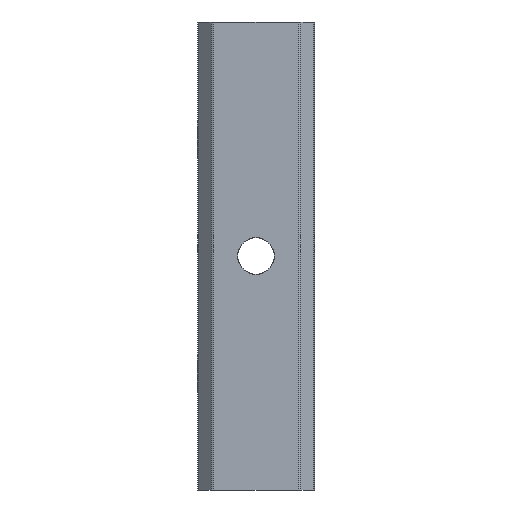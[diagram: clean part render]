
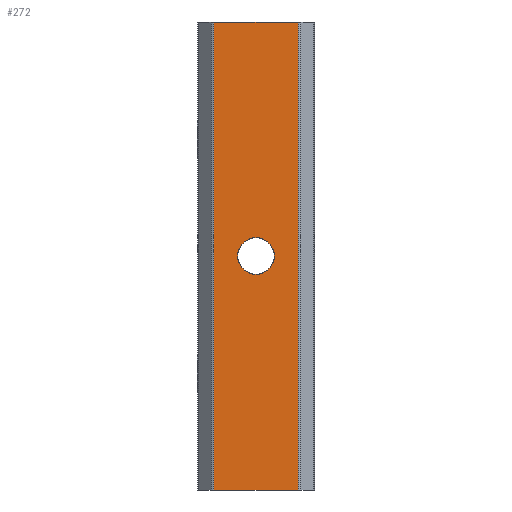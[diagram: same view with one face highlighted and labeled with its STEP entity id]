
A CAD part, front view. The second image highlights one B-rep face of the part: STEP entity #272.
In plain terms, the highlighted planar face has unit normal (0, -1, 0).
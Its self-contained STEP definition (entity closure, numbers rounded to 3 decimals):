
#27 = VERTEX_POINT ( 'NONE', #1056 ) ;
#41 = CARTESIAN_POINT ( 'NONE',  ( -2.896, -4., -28. ) ) ;
#68 = LINE ( 'NONE', #1208, #1009 ) ;
#72 = CARTESIAN_POINT ( 'NONE',  ( -2.896, -4., 0. ) ) ;
#85 = DIRECTION ( 'NONE',  ( 0., 1., 0. ) ) ;
#110 = EDGE_CURVE ( 'NONE', #429, #225, #111, .T. ) ;
#111 = CIRCLE ( 'NONE', #867, 1.25 ) ;
#158 = DIRECTION ( 'NONE',  ( 1., 0., 0. ) ) ;
#171 = EDGE_CURVE ( 'NONE', #1174, #1150, #1008, .T. ) ;
#184 = DIRECTION ( 'NONE',  ( 0., 0., 1. ) ) ;
#199 = CARTESIAN_POINT ( 'NONE',  ( 0., -4., -16. ) ) ;
#203 = AXIS2_PLACEMENT_3D ( 'NONE', #1196, #85, #710 ) ;
#225 = VERTEX_POINT ( 'NONE', #999 ) ;
#237 = DIRECTION ( 'NONE',  ( 0., 1., 0. ) ) ;
#254 = LINE ( 'NONE', #1074, #308 ) ;
#257 = ORIENTED_EDGE ( 'NONE', *, *, #475, .T. ) ;
#272 = ADVANCED_FACE ( 'NONE', ( #301, #894 ), #802, .F. ) ;
#286 = DIRECTION ( 'NONE',  ( 1., 0., 0. ) ) ;
#301 = FACE_BOUND ( 'NONE', #953, .T. ) ;
#308 = VECTOR ( 'NONE', #158, 1000. ) ;
#400 = EDGE_CURVE ( 'NONE', #517, #1150, #254, .T. ) ;
#406 = ORIENTED_EDGE ( 'NONE', *, *, #171, .T. ) ;
#424 = EDGE_LOOP ( 'NONE', ( #406, #720, #257, #1071 ) ) ;
#429 = VERTEX_POINT ( 'NONE', #477 ) ;
#475 = EDGE_CURVE ( 'NONE', #517, #27, #973, .T. ) ;
#477 = CARTESIAN_POINT ( 'NONE',  ( 0., -4., -14.75 ) ) ;
#484 = DIRECTION ( 'NONE',  ( 0., 1., 0. ) ) ;
#517 = VERTEX_POINT ( 'NONE', #72 ) ;
#529 = VECTOR ( 'NONE', #870, 1000. ) ;
#643 = DIRECTION ( 'NONE',  ( 0., 0., 1. ) ) ;
#651 = EDGE_CURVE ( 'NONE', #225, #429, #948, .T. ) ;
#661 = CARTESIAN_POINT ( 'NONE',  ( 2.896, -4., -32. ) ) ;
#688 = EDGE_CURVE ( 'NONE', #27, #1174, #68, .T. ) ;
#706 = DIRECTION ( 'NONE',  ( 0., 0., 1. ) ) ;
#710 = DIRECTION ( 'NONE',  ( 0., 0., 1. ) ) ;
#720 = ORIENTED_EDGE ( 'NONE', *, *, #400, .F. ) ;
#757 = ORIENTED_EDGE ( 'NONE', *, *, #110, .T. ) ;
#771 = CARTESIAN_POINT ( 'NONE',  ( 0., -4., -16. ) ) ;
#802 = PLANE ( 'NONE',  #203 ) ;
#867 = AXIS2_PLACEMENT_3D ( 'NONE', #771, #237, #643 ) ;
#870 = DIRECTION ( 'NONE',  ( 0., 0., -1. ) ) ;
#894 = FACE_OUTER_BOUND ( 'NONE', #424, .T. ) ;
#897 = CARTESIAN_POINT ( 'NONE',  ( 2.896, -4., 28. ) ) ;
#948 = CIRCLE ( 'NONE', #1341, 1.25 ) ;
#953 = EDGE_LOOP ( 'NONE', ( #757, #1156 ) ) ;
#973 = LINE ( 'NONE', #41, #529 ) ;
#999 = CARTESIAN_POINT ( 'NONE',  ( 0., -4., -17.25 ) ) ;
#1008 = LINE ( 'NONE', #897, #1147 ) ;
#1009 = VECTOR ( 'NONE', #286, 1000. ) ;
#1056 = CARTESIAN_POINT ( 'NONE',  ( -2.896, -4., -32. ) ) ;
#1067 = CARTESIAN_POINT ( 'NONE',  ( 2.896, -4., 0. ) ) ;
#1071 = ORIENTED_EDGE ( 'NONE', *, *, #688, .T. ) ;
#1074 = CARTESIAN_POINT ( 'NONE',  ( -2.896, -4., 0. ) ) ;
#1147 = VECTOR ( 'NONE', #184, 1000. ) ;
#1150 = VERTEX_POINT ( 'NONE', #1067 ) ;
#1156 = ORIENTED_EDGE ( 'NONE', *, *, #651, .T. ) ;
#1174 = VERTEX_POINT ( 'NONE', #661 ) ;
#1196 = CARTESIAN_POINT ( 'NONE',  ( -4., -4., 12. ) ) ;
#1208 = CARTESIAN_POINT ( 'NONE',  ( -2.896, -4., -32. ) ) ;
#1341 = AXIS2_PLACEMENT_3D ( 'NONE', #199, #484, #706 ) ;
